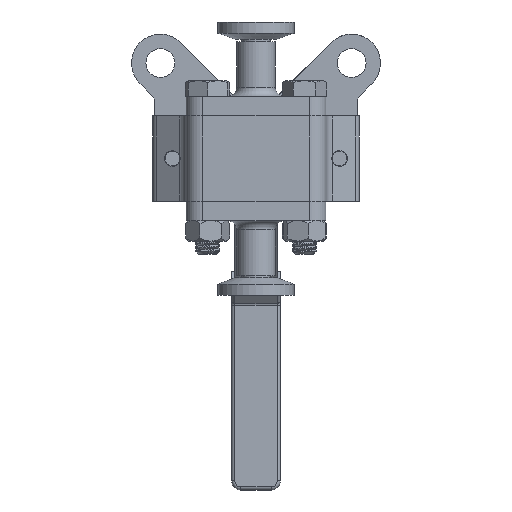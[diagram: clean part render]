
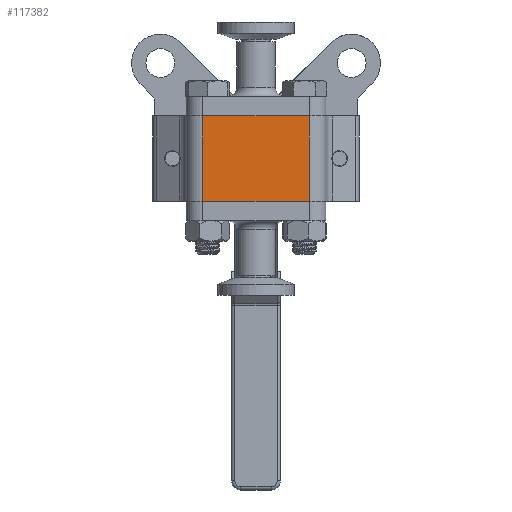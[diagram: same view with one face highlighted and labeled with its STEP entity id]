
A CAD part, front view. The second image highlights one B-rep face of the part: STEP entity #117382.
In plain terms, the highlighted planar face has unit normal (0, -1, 0).
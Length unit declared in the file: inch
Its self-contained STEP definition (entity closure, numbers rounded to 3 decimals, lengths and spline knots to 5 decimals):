
#466 = VERTEX_POINT ( 'NONE', #8112 ) ;
#832 = CARTESIAN_POINT ( 'NONE',  ( 0.68898, -0.90551, 0.55118 ) ) ;
#2433 = VERTEX_POINT ( 'NONE', #63458 ) ;
#8112 = CARTESIAN_POINT ( 'NONE',  ( 0.68898, -0.90551, 0.55118 ) ) ;
#8153 = FACE_OUTER_BOUND ( 'NONE', #111751, .T. ) ;
#8382 = CARTESIAN_POINT ( 'NONE',  ( -0.68898, -0.90551, 0.55118 ) ) ;
#12056 = LINE ( 'NONE', #39170, #51422 ) ;
#25961 = VERTEX_POINT ( 'NONE', #41953 ) ;
#32712 = EDGE_CURVE ( 'NONE', #44502, #25961, #108225, .T. ) ;
#33176 = ORIENTED_EDGE ( 'NONE', *, *, #94452, .T. ) ;
#35318 = LINE ( 'NONE', #78030, #104867 ) ;
#39170 = CARTESIAN_POINT ( 'NONE',  ( 0.68898, -0.90551, -0.55118 ) ) ;
#41953 = CARTESIAN_POINT ( 'NONE',  ( -0.68898, -0.90551, -0.55118 ) ) ;
#44502 = VERTEX_POINT ( 'NONE', #8382 ) ;
#51422 = VECTOR ( 'NONE', #104010, 39.37008 ) ;
#59507 = EDGE_CURVE ( 'NONE', #466, #2433, #35318, .T. ) ;
#59724 = DIRECTION ( 'NONE',  ( 0., 0., -1. ) ) ;
#63458 = CARTESIAN_POINT ( 'NONE',  ( 0.68898, -0.90551, -0.55118 ) ) ;
#72182 = LINE ( 'NONE', #832, #93845 ) ;
#72202 = CARTESIAN_POINT ( 'NONE',  ( 0.68898, -0.90551, 0.55118 ) ) ;
#72598 = DIRECTION ( 'NONE',  ( 0., 0., 1. ) ) ;
#72996 = DIRECTION ( 'NONE',  ( 0., 1., 0. ) ) ;
#78030 = CARTESIAN_POINT ( 'NONE',  ( 0.68898, -0.90551, 0.55118 ) ) ;
#78812 = DIRECTION ( 'NONE',  ( 0., 0., -1. ) ) ;
#80837 = ORIENTED_EDGE ( 'NONE', *, *, #59507, .F. ) ;
#83577 = VECTOR ( 'NONE', #59724, 39.37008 ) ;
#89277 = AXIS2_PLACEMENT_3D ( 'NONE', #72202, #72996, #72598 ) ;
#93845 = VECTOR ( 'NONE', #94444, 39.37008 ) ;
#94444 = DIRECTION ( 'NONE',  ( 1., 0., 0. ) ) ;
#94452 = EDGE_CURVE ( 'NONE', #25961, #2433, #12056, .T. ) ;
#99832 = ORIENTED_EDGE ( 'NONE', *, *, #111087, .F. ) ;
#104010 = DIRECTION ( 'NONE',  ( 1., 0., 0. ) ) ;
#104867 = VECTOR ( 'NONE', #78812, 39.37008 ) ;
#105519 = CARTESIAN_POINT ( 'NONE',  ( -0.68898, -0.90551, 0.55118 ) ) ;
#108225 = LINE ( 'NONE', #105519, #83577 ) ;
#111087 = EDGE_CURVE ( 'NONE', #44502, #466, #72182, .T. ) ;
#111751 = EDGE_LOOP ( 'NONE', ( #33176, #80837, #99832, #112581 ) ) ;
#112581 = ORIENTED_EDGE ( 'NONE', *, *, #32712, .T. ) ;
#117382 = ADVANCED_FACE ( 'NONE', ( #8153 ), #119173, .F. ) ;
#119173 = PLANE ( 'NONE',  #89277 ) ;
